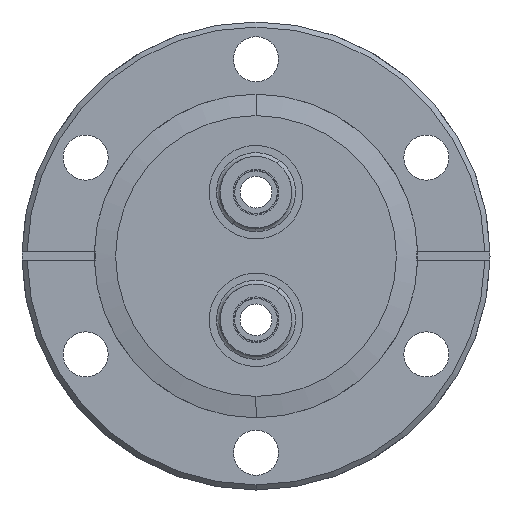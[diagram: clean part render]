
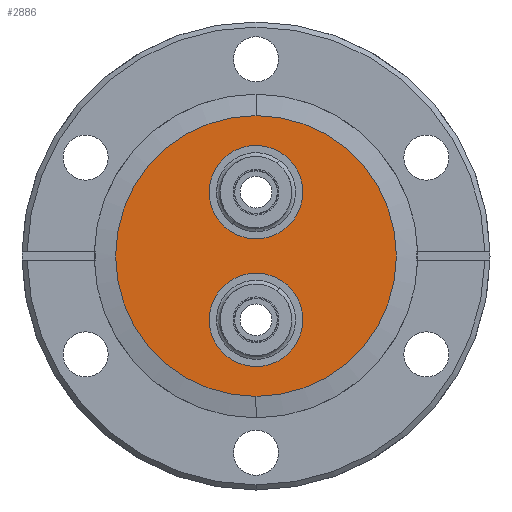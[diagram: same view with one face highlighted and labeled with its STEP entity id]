
A CAD part, front view. The second image highlights one B-rep face of the part: STEP entity #2886.
In plain terms, the highlighted planar face has unit normal (0, -1, 0).
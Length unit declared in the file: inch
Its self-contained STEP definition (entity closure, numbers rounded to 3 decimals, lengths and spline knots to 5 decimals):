
#215 = CIRCLE ( 'NONE', #1124, 0.275 ) ;
#326 = CIRCLE ( 'NONE', #5888, 0.275 ) ;
#1047 = AXIS2_PLACEMENT_3D ( 'NONE', #2071, #2072, #2073 ) ;
#1049 = AXIS2_PLACEMENT_3D ( 'NONE', #2066, #2067, #2068 ) ;
#1050 = AXIS2_PLACEMENT_3D ( 'NONE', #2063, #2064, #2065 ) ;
#1064 = AXIS2_PLACEMENT_3D ( 'NONE', #2026, #2027, #2028 ) ;
#1124 = AXIS2_PLACEMENT_3D ( 'NONE', #1969, #1970, #1971 ) ;
#1483 = EDGE_LOOP ( 'NONE', ( #4146, #4147 ) ) ;
#1488 = EDGE_LOOP ( 'NONE', ( #4148, #4149 ) ) ;
#1490 = EDGE_LOOP ( 'NONE', ( #4150, #4151 ) ) ;
#1689 = VERTEX_POINT ( 'NONE', #2776 ) ;
#1690 = VERTEX_POINT ( 'NONE', #2774 ) ;
#1837 = CARTESIAN_POINT ( 'NONE',  ( -0.00894, 0., 0.10015 ) ) ;
#1838 = CARTESIAN_POINT ( 'NONE',  ( 0.00894, 0., 0.64985 ) ) ;
#1922 = CARTESIAN_POINT ( 'NONE',  ( 0., 0., -0.825 ) ) ;
#1924 = CARTESIAN_POINT ( 'NONE',  ( 0., 0., 0.825 ) ) ;
#1969 = CARTESIAN_POINT ( 'NONE',  ( 0., 0., -0.375 ) ) ;
#1970 = DIRECTION ( 'NONE',  ( 0., 1., 0. ) ) ;
#1971 = DIRECTION ( 'NONE',  ( 0.033, 0., 0.999 ) ) ;
#2026 = CARTESIAN_POINT ( 'NONE',  ( 0., 0., 0. ) ) ;
#2027 = DIRECTION ( 'NONE',  ( 0., -1., 0. ) ) ;
#2028 = DIRECTION ( 'NONE',  ( 0., 0., 1. ) ) ;
#2063 = CARTESIAN_POINT ( 'NONE',  ( 0., 0., 0. ) ) ;
#2064 = DIRECTION ( 'NONE',  ( 0., -1., 0. ) ) ;
#2065 = DIRECTION ( 'NONE',  ( 0., 0., 1. ) ) ;
#2066 = CARTESIAN_POINT ( 'NONE',  ( 0., 0., 0.375 ) ) ;
#2067 = DIRECTION ( 'NONE',  ( 0., 1., 0. ) ) ;
#2068 = DIRECTION ( 'NONE',  ( 0.033, 0., 0.999 ) ) ;
#2071 = CARTESIAN_POINT ( 'NONE',  ( 0., 0., -0.375 ) ) ;
#2072 = DIRECTION ( 'NONE',  ( 0., 1., 0. ) ) ;
#2073 = DIRECTION ( 'NONE',  ( 0.033, 0., 0.999 ) ) ;
#2256 = DIRECTION ( 'NONE',  ( 0., 0., 1. ) ) ;
#2261 = PLANE ( 'NONE',  #5883 ) ;
#2263 = CARTESIAN_POINT ( 'NONE',  ( 0.825, 0., 0. ) ) ;
#2302 = DIRECTION ( 'NONE',  ( 0., -1., 0. ) ) ;
#2774 = CARTESIAN_POINT ( 'NONE',  ( 0.00894, 0., -0.10015 ) ) ;
#2776 = CARTESIAN_POINT ( 'NONE',  ( -0.00894, 0., -0.64985 ) ) ;
#2886 = ADVANCED_FACE ( 'NONE', ( #3611, #3612, #3710 ), #2261, .T. ) ;
#3584 = EDGE_CURVE ( 'NONE', #4340, #4341, #326, .T. ) ;
#3611 = FACE_OUTER_BOUND ( 'NONE', #1483, .T. ) ;
#3612 = FACE_BOUND ( 'NONE', #1488, .T. ) ;
#3710 = FACE_BOUND ( 'NONE', #1490, .T. ) ;
#4146 = ORIENTED_EDGE ( 'NONE', *, *, #5269, .T. ) ;
#4147 = ORIENTED_EDGE ( 'NONE', *, *, #5078, .T. ) ;
#4148 = ORIENTED_EDGE ( 'NONE', *, *, #5270, .T. ) ;
#4149 = ORIENTED_EDGE ( 'NONE', *, *, #3584, .T. ) ;
#4150 = ORIENTED_EDGE ( 'NONE', *, *, #5271, .T. ) ;
#4151 = ORIENTED_EDGE ( 'NONE', *, *, #4993, .T. ) ;
#4340 = VERTEX_POINT ( 'NONE', #1837 ) ;
#4341 = VERTEX_POINT ( 'NONE', #1838 ) ;
#4425 = VERTEX_POINT ( 'NONE', #1922 ) ;
#4427 = VERTEX_POINT ( 'NONE', #1924 ) ;
#4993 = EDGE_CURVE ( 'NONE', #1689, #1690, #215, .T. ) ;
#5078 = EDGE_CURVE ( 'NONE', #4425, #4427, #6028, .T. ) ;
#5269 = EDGE_CURVE ( 'NONE', #4427, #4425, #6011, .T. ) ;
#5270 = EDGE_CURVE ( 'NONE', #4341, #4340, #6010, .T. ) ;
#5271 = EDGE_CURVE ( 'NONE', #1690, #1689, #6009, .T. ) ;
#5726 = CARTESIAN_POINT ( 'NONE',  ( 0., 0., 0.375 ) ) ;
#5727 = DIRECTION ( 'NONE',  ( 0., 1., 0. ) ) ;
#5728 = DIRECTION ( 'NONE',  ( 0.033, 0., 0.999 ) ) ;
#5883 = AXIS2_PLACEMENT_3D ( 'NONE', #2263, #2302, #2256 ) ;
#5888 = AXIS2_PLACEMENT_3D ( 'NONE', #5726, #5727, #5728 ) ;
#6009 = CIRCLE ( 'NONE', #1047, 0.275 ) ;
#6010 = CIRCLE ( 'NONE', #1049, 0.275 ) ;
#6011 = CIRCLE ( 'NONE', #1050, 0.825 ) ;
#6028 = CIRCLE ( 'NONE', #1064, 0.825 ) ;
